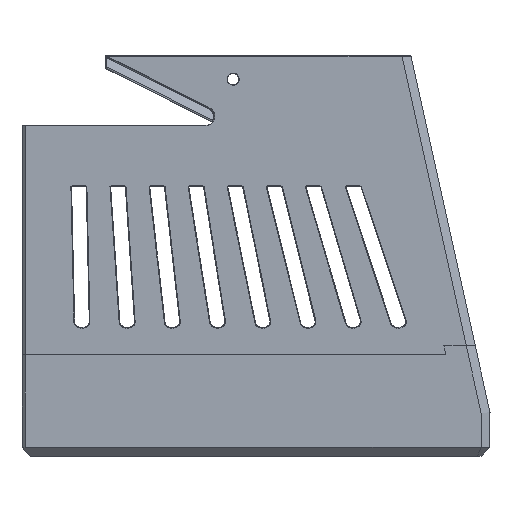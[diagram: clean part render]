
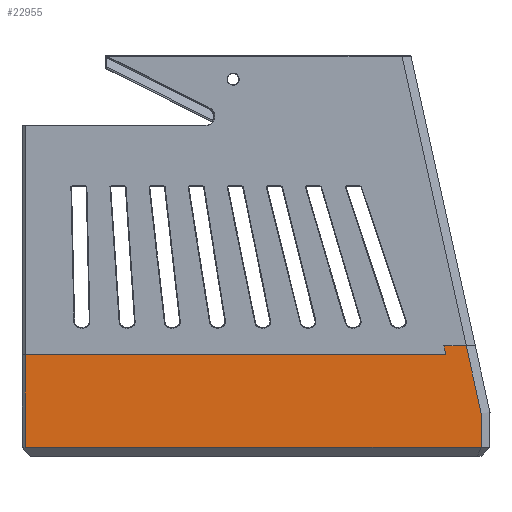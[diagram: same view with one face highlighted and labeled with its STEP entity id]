
A CAD part, front view. The second image highlights one B-rep face of the part: STEP entity #22955.
In plain terms, the highlighted planar face has unit normal (0, -1, 0).
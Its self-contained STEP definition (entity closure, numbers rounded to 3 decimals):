
#15227=CARTESIAN_POINT('',(-69.726,-579.29,-5.4));
#15228=VERTEX_POINT('',#15227);
#15235=CARTESIAN_POINT('',(25.483,-579.29,-5.4));
#15236=VERTEX_POINT('',#15235);
#15237=CARTESIAN_POINT('',(25.483,-579.29,-5.4));
#15238=DIRECTION('',(-1.,-0.,-0.));
#15239=VECTOR('',#15238,95.209);
#15240=LINE('',#15237,#15239);
#15241=EDGE_CURVE('',#15236,#15228,#15240,.T.);
#15243=CARTESIAN_POINT('',(25.039,-579.29,-3.4));
#15244=VERTEX_POINT('',#15243);
#15245=CARTESIAN_POINT('',(25.483,-579.29,-5.4));
#15246=CARTESIAN_POINT('',(25.039,-579.29,-3.4));
#15247=B_SPLINE_CURVE_WITH_KNOTS('',1,(#15245,#15246),.UNSPECIFIED.,.F.,.F.,(2,2),(0.97,1.),.UNSPECIFIED.);
#15248=EDGE_CURVE('',#15236,#15244,#15247,.T.);
#15250=CARTESIAN_POINT('',(30.112,-579.29,-3.4));
#15251=VERTEX_POINT('',#15250);
#15252=CARTESIAN_POINT('',(30.112,-579.29,-3.4));
#15253=DIRECTION('',(-1.,-0.,-0.));
#15254=VECTOR('',#15253,5.073);
#15255=LINE('',#15252,#15254);
#15256=EDGE_CURVE('',#15251,#15244,#15255,.T.);
#22915=CARTESIAN_POINT('',(-132.691,-579.29,-21.15));
#22916=DIRECTION('',(-0.,1.,0.));
#22917=DIRECTION('',(0.,0.,-1.));
#22918=AXIS2_PLACEMENT_3D('',#22915,#22916,#22917);
#22919=PLANE('',#22918);
#22920=ORIENTED_EDGE('',*,*,#15241,.T.);
#22921=CARTESIAN_POINT('',(-69.726,-579.29,-26.4));
#22922=VERTEX_POINT('',#22921);
#22923=CARTESIAN_POINT('',(-69.726,-579.29,-26.4));
#22924=DIRECTION('',(-0.,-0.,1.));
#22925=VECTOR('',#22924,21.);
#22926=LINE('',#22923,#22925);
#22927=EDGE_CURVE('',#22922,#15228,#22926,.T.);
#22928=ORIENTED_EDGE('',*,*,#22927,.F.);
#22929=CARTESIAN_POINT('',(33.491,-579.29,-26.4));
#22930=VERTEX_POINT('',#22929);
#22931=CARTESIAN_POINT('',(33.491,-579.29,-26.4));
#22932=DIRECTION('',(-1.,-0.,-0.));
#22933=VECTOR('',#22932,103.217);
#22934=LINE('',#22931,#22933);
#22935=EDGE_CURVE('',#22930,#22922,#22934,.T.);
#22936=ORIENTED_EDGE('',*,*,#22935,.F.);
#22937=CARTESIAN_POINT('',(33.491,-579.29,-18.641));
#22938=VERTEX_POINT('',#22937);
#22939=CARTESIAN_POINT('',(33.491,-579.29,-18.641));
#22940=DIRECTION('',(0.,0.,-1.));
#22941=VECTOR('',#22940,7.759);
#22942=LINE('',#22939,#22941);
#22943=EDGE_CURVE('',#22938,#22930,#22942,.T.);
#22944=ORIENTED_EDGE('',*,*,#22943,.F.);
#22945=CARTESIAN_POINT('',(30.112,-579.29,-3.4));
#22946=DIRECTION('',(0.216,0.,-0.976));
#22947=VECTOR('',#22946,15.611);
#22948=LINE('',#22945,#22947);
#22949=EDGE_CURVE('',#15251,#22938,#22948,.T.);
#22950=ORIENTED_EDGE('',*,*,#22949,.F.);
#22951=ORIENTED_EDGE('',*,*,#15256,.T.);
#22952=ORIENTED_EDGE('',*,*,#15248,.F.);
#22953=EDGE_LOOP('',(#22920,#22928,#22936,#22944,#22950,#22951,#22952));
#22954=FACE_BOUND('',#22953,.T.);
#22955=ADVANCED_FACE('',(#22954),#22919,.F.);
